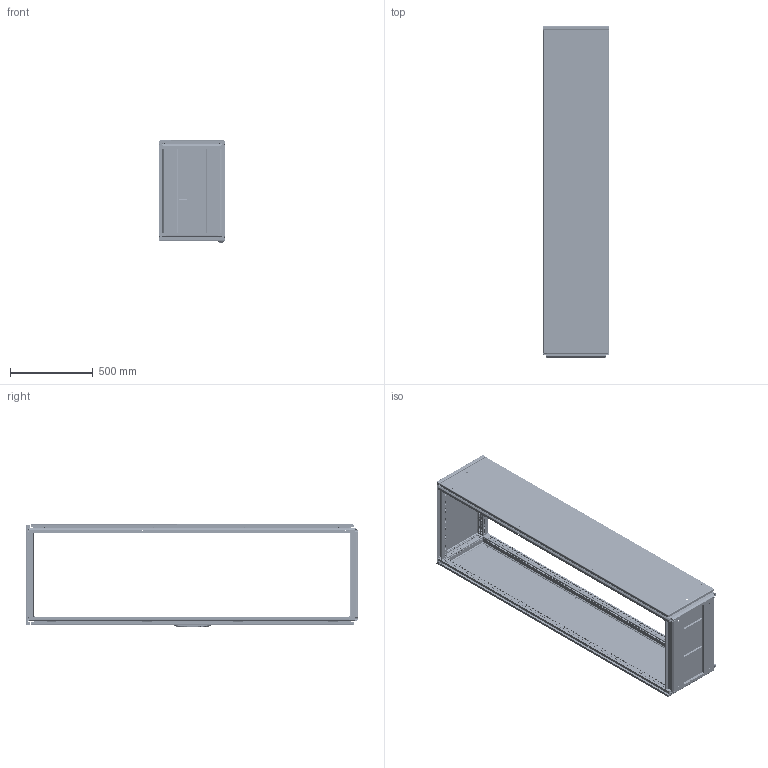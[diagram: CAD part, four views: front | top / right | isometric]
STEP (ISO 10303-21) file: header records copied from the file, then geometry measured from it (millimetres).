
FILE_DESCRIPTION(/* description */ (''),/* implementation_level */ '2;1');
FILE_NAME(/* name */ 'MEX2004060.stp',/* time_stamp */ '2016-10-11T12:06:47+02:00',/* author */ (''),/* organization */ (''),/* preprocessor_version */ 'ST-DEVELOPER v15',/* originating_system */ 'SIEMENS PLM Software NX 9.0',/* authorisation */ '');
FILE_SCHEMA (('CONFIG_CONTROL_DESIGN'));
Products named in the file (38): H60352_PLACA_BASE_600; H60320_Perfil_Hor_310; ESQUINA_ACERO_TRACEPART Duplicate3; ESQUINA_ACERO_SIMETRICA_TRACEPART Duplicate2; H60322_Perfil_Hor_510; H60311_Perfil_ver_2000; TERMINACION_PERFIL_SOLDADA; 455; JUNTA PERFILES VERTICALES 2M_455M02_SIM; 91347_PERNO_M8x15c; H60225_Tapa_superior_400x6004227; Juntilla_panelillo_superior; 92697_TUERCA_REMACHABLE_M6x22_CERRADA; H60858_ZN_SOPORTE PANEL TRASERO ARG+; Junta_Goma_Pan_Tras; H60118_Pan_Tras_2000x400; 92322_CIERRE_4P_ARGENTA+; 92325_GUIA_VARILLA_PLANA_2M; 92324_VARILLA_CIERRE_4P_2000_2200; Junta_goma_P2000x400; 91323_PERNO_M5x15; 92321_BISAGRA_PUERTA_2M; 91347_PERNO_M8x15; H60019_Puerta_Opaca_2000x4008136; 92323_CONTROL_VARILLAS_PLANAS; H60415_TAPA_PASAC_200x400; H60405_TAPA_PASAC_100x400; 92320_BISAGRA_FONDO_2M; 92326_RETENEDOR_2M; H60315_Cuad_400X600; H60383_Cuad_Inf_600X400; H60311_Sold_Perfil_ver_2000; 2000x400x600_desmontable; H60225_Tapa_superior_400x600; CJTO_SOPORTE_PANEL_TRASERO; H60118_Full_Pan_Tras_2000x400; H60019_Puerta_Opaca_2000x400; MEX2004060_stp
Assembly tree (95 placements, depth 4):
  MEX2004060_stp
    92326_RETENEDOR_2M  x4
    92320_BISAGRA_FONDO_2M  x4
    H60019_Puerta_Opaca_2000x400
      92323_CONTROL_VARILLAS_PLANAS
      H60019_Puerta_Opaca_2000x4008136
      91347_PERNO_M8x15  x2
      92321_BISAGRA_PUERTA_2M  x4
      91323_PERNO_M5x15  x10
      Junta_goma_P2000x400
      92324_VARILLA_CIERRE_4P_2000_2200  x2
      92325_GUIA_VARILLA_PLANA_2M  x4
      92322_CIERRE_4P_ARGENTA+
    H60118_Full_Pan_Tras_2000x400
      H60118_Pan_Tras_2000x400
      91347_PERNO_M8x15  x2
      Junta_Goma_Pan_Tras
    CJTO_SOPORTE_PANEL_TRASERO  x8
      H60858_ZN_SOPORTE PANEL TRASERO ARG+
      92697_TUERCA_REMACHABLE_M6x22_CERRADA
    H60225_Tapa_superior_400x600
      Juntilla_panelillo_superior
      H60225_Tapa_superior_400x6004227
      91347_PERNO_M8x15c  x2
    H60405_TAPA_PASAC_100x400
    H60415_TAPA_PASAC_200x400  x2
    2000x400x600_desmontable
      H60311_Sold_Perfil_ver_2000  x4
        TERMINACION_PERFIL_SOLDADA
        H60311_Perfil_ver_2000
      H60383_Cuad_Inf_600X400
        H60322_Perfil_Hor_510  x2
        ESQUINA_ACERO_SIMETRICA_TRACEPART Duplicate2  x2
        ESQUINA_ACERO_TRACEPART Duplicate3  x2
        H60320_Perfil_Hor_310  x2
        H60352_PLACA_BASE_600  x2
      H60315_Cuad_400X600
        ESQUINA_ACERO_TRACEPART Duplicate3  x2
        ESQUINA_ACERO_SIMETRICA_TRACEPART Duplicate2  x2
        H60322_Perfil_Hor_510  x2
        H60320_Perfil_Hor_310  x2
      JUNTA PERFILES VERTICALES 2M_455M02_SIM  x4
      455  x4
Bounding box: 402.57 x 2005 x 622.59 mm (x, y, z)
Volume: 9028019.5 mm3; surface area: 10283376.3 mm2
Topology: 125 solids, 132 shells, 13101 faces, 36212 edges, 23379 vertices
Faces by surface type: plane 8462, cylinder 3340, bspline 1026, cone 185, sphere 88
Full cylindrical faces by diameter (mm): 4.65 x1268, 5 x26, 5.3 x8, 6.2 x12, 6.5 x24, 7 x8, 8 x22, 8.5 x6, 10 x10, 10.25 x16, 12.5 x8, 13.5 x8, 14.5 x8, 17.5 x4, 18.5 x8
Entity records: 192372 total; most frequent: CARTESIAN_POINT 70659, ORIENTED_EDGE 26782, DIRECTION 19180, EDGE_CURVE 13391, VERTEX_POINT 8573, LINE 6568, VECTOR 6568, EDGE_LOOP 6524
